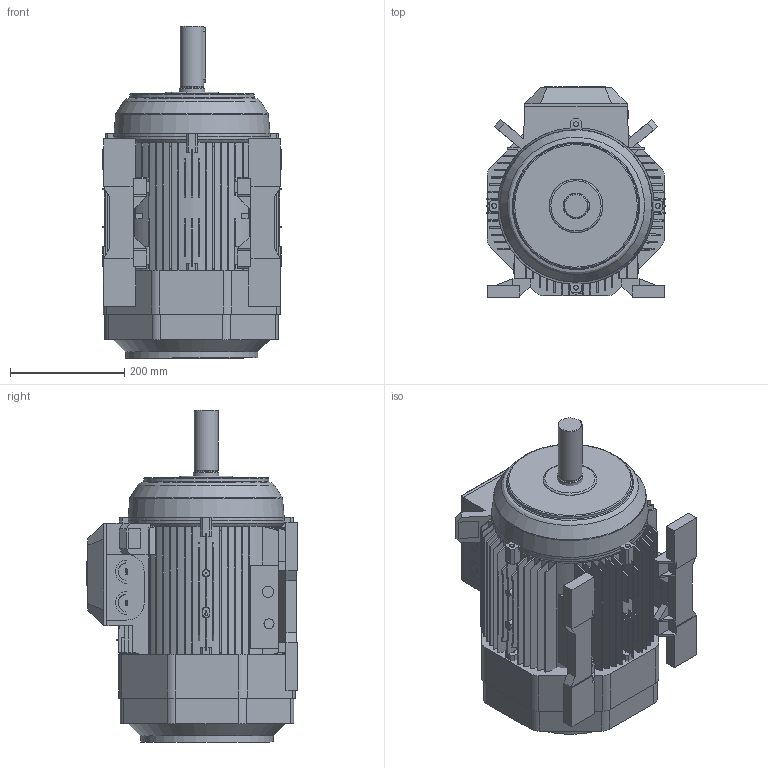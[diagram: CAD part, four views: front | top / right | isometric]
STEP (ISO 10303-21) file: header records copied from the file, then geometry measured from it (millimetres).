
FILE_DESCRIPTION((''),'2;1');
FILE_NAME('3GZV100086-8.stp','2015-07-02T10:44:29',('sejotaa1'),(''),'Autodesk Inventor 2011','Autodesk Inventor 2011','');
FILE_SCHEMA(('AUTOMOTIVE_DESIGN { 1 0 10303 214 1 1 1 1 }'));
Length unit declared in the file: millimetre
Products named in the file (1): 3GZV100086-8_Shrinkwrap_1
Bounding box: 313.99 x 369.65 x 582.4 mm (x, y, z)
Volume: 17610789.1 mm3; surface area: 2871290.6 mm2
Topology: 12 solids, 1992 shells, 2238 faces, 9711 edges, 9361 vertices
Faces by surface type: plane 1509, cone 358, cylinder 221, bspline 142, torus 8
Full cylindrical faces by diameter (mm): 8 x8, 8.5 x16, 13 x2, 14 x2, 16.4 x2, 17.6 x2, 20 x4, 25 x2, 40 x1, 40.4 x4, 41.4 x1, 42 x1, 42.5 x1, 44.4 x2, 45 x3, 53 x1, 232.314 x1, 258.274 x2
Entity records: 117374 total; most frequent: CARTESIAN_POINT 32043, DIRECTION 13437, ORIENTED_EDGE 10128, EDGE_CURVE 9539, VERTEX_POINT 9345, VECTOR 6203, LINE 6203, AXIS2_PLACEMENT_3D 3617
